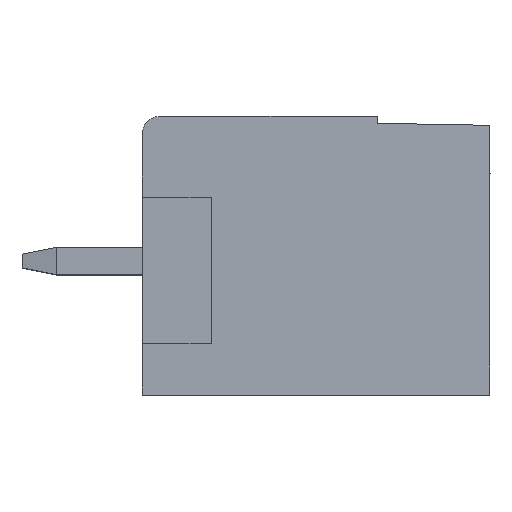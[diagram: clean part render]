
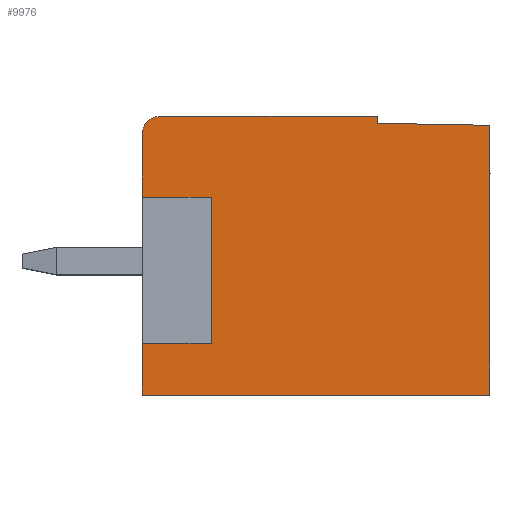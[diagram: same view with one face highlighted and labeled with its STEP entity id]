
A CAD part, top view. The second image highlights one B-rep face of the part: STEP entity #9976.
In plain terms, the highlighted planar face has unit normal (0, 0, 1).
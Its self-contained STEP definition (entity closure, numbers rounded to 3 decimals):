
#119=DIRECTION('',(-1.,0.,0.));
#120=VECTOR('',#119,6.326);
#121=CARTESIAN_POINT('',(-13.889,8.199,168.212));
#122=LINE('',#121,#120);
#3521=DIRECTION('',(0.,-1.,0.));
#3522=VECTOR('',#3521,7.84);
#3523=CARTESIAN_POINT('',(-10.615,7.94,168.212));
#3524=LINE('',#3523,#3522);
#3525=DIRECTION('',(-1.,0.,0.));
#3526=VECTOR('',#3525,10.1);
#3527=CARTESIAN_POINT('',(-10.615,0.099,
168.212));
#3528=LINE('',#3527,#3526);
#3529=DIRECTION('',(0.,1.,0.));
#3530=VECTOR('',#3529,1.5);
#3531=CARTESIAN_POINT('',(-20.715,0.099,
168.212));
#3532=LINE('',#3531,#3530);
#3533=DIRECTION('',(1.,0.,0.));
#3534=VECTOR('',#3533,2.);
#3535=CARTESIAN_POINT('',(-20.715,1.599,168.212));
#3536=LINE('',#3535,#3534);
#3537=DIRECTION('',(0.,1.,0.));
#3538=VECTOR('',#3537,1.85);
#3539=CARTESIAN_POINT('',(-20.715,5.849,168.212));
#3540=LINE('',#3539,#3538);
#3541=CARTESIAN_POINT('',(-20.215,7.699,168.212));
#3542=DIRECTION('',(0.,0.,-1.));
#3543=DIRECTION('',(-1.,0.,0.));
#3544=AXIS2_PLACEMENT_3D('',#3541,#3542,#3543);
#3546=DIRECTION('',(0.,-1.,0.));
#3547=VECTOR('',#3546,0.202);
#3548=CARTESIAN_POINT('',(-13.889,8.199,168.212));
#3549=LINE('',#3548,#3547);
#3550=DIRECTION('',(1.,-0.017,0.));
#3551=VECTOR('',#3550,3.274);
#3552=CARTESIAN_POINT('',(-13.889,7.997,168.212));
#3553=LINE('',#3552,#3551);
#3582=DIRECTION('',(1.,0.,0.));
#3583=VECTOR('',#3582,2.);
#3584=CARTESIAN_POINT('',(-20.715,5.849,168.212));
#3585=LINE('',#3584,#3583);
#3590=DIRECTION('',(0.,-1.,0.));
#3591=VECTOR('',#3590,4.25);
#3592=CARTESIAN_POINT('',(-18.715,5.849,168.212));
#3593=LINE('',#3592,#3591);
#3594=CARTESIAN_POINT('',(-10.615,7.94,168.212));
#3595=CARTESIAN_POINT('',(-10.615,0.099,
168.212));
#3596=VERTEX_POINT('',#3594);
#3597=VERTEX_POINT('',#3595);
#3830=CARTESIAN_POINT('',(-20.715,5.849,168.212));
#3831=CARTESIAN_POINT('',(-20.715,7.699,168.212));
#3832=VERTEX_POINT('',#3830);
#3833=VERTEX_POINT('',#3831);
#3838=CARTESIAN_POINT('',(-20.715,1.599,168.212));
#3839=VERTEX_POINT('',#3838);
#3840=CARTESIAN_POINT('',(-20.715,0.099,
168.212));
#3841=VERTEX_POINT('',#3840);
#3870=CARTESIAN_POINT('',(-20.215,8.199,168.212));
#3871=VERTEX_POINT('',#3870);
#3872=CARTESIAN_POINT('',(-13.889,8.199,168.212));
#3873=VERTEX_POINT('',#3872);
#3874=CARTESIAN_POINT('',(-13.889,7.997,168.212));
#3875=VERTEX_POINT('',#3874);
#3876=CARTESIAN_POINT('',(-18.715,1.599,168.212));
#3877=VERTEX_POINT('',#3876);
#3878=CARTESIAN_POINT('',(-18.715,5.849,168.212));
#3879=VERTEX_POINT('',#3878);
#9955=CARTESIAN_POINT('',(-10.615,0.099,
168.212));
#9956=DIRECTION('',(0.,0.,-1.));
#9957=DIRECTION('',(0.,1.,0.));
#9958=AXIS2_PLACEMENT_3D('',#9955,#9956,#9957);
#9959=PLANE('',#9958);
#9960=ORIENTED_EDGE('',*,*,#4721,.T.);
#9961=ORIENTED_EDGE('',*,*,#5229,.T.);
#9962=ORIENTED_EDGE('',*,*,#4906,.T.);
#9964=ORIENTED_EDGE('',*,*,#9963,.T.);
#9966=ORIENTED_EDGE('',*,*,#9965,.F.);
#9968=ORIENTED_EDGE('',*,*,#9967,.F.);
#9969=ORIENTED_EDGE('',*,*,#4898,.T.);
#9970=ORIENTED_EDGE('',*,*,#4863,.T.);
#9971=ORIENTED_EDGE('',*,*,#4848,.F.);
#9972=ORIENTED_EDGE('',*,*,#4833,.T.);
#9973=ORIENTED_EDGE('',*,*,#4818,.T.);
#9974=EDGE_LOOP('',(#9960,#9961,#9962,#9964,#9966,#9968,#9969,#9970,#9971,#9972,
#9973));
#9975=FACE_OUTER_BOUND('',#9974,.F.);
#3545=CIRCLE('',#3544,0.5);
#4721=EDGE_CURVE('',#3596,#3597,#3524,.T.);
#4818=EDGE_CURVE('',#3875,#3596,#3553,.T.);
#4833=EDGE_CURVE('',#3873,#3875,#3549,.T.);
#4848=EDGE_CURVE('',#3873,#3871,#122,.T.);
#4863=EDGE_CURVE('',#3833,#3871,#3545,.T.);
#4898=EDGE_CURVE('',#3832,#3833,#3540,.T.);
#4906=EDGE_CURVE('',#3841,#3839,#3532,.T.);
#5229=EDGE_CURVE('',#3597,#3841,#3528,.T.);
#9963=EDGE_CURVE('',#3839,#3877,#3536,.T.);
#9965=EDGE_CURVE('',#3879,#3877,#3593,.T.);
#9967=EDGE_CURVE('',#3832,#3879,#3585,.T.);
#9976=ADVANCED_FACE('',(#9975),#9959,.F.);
